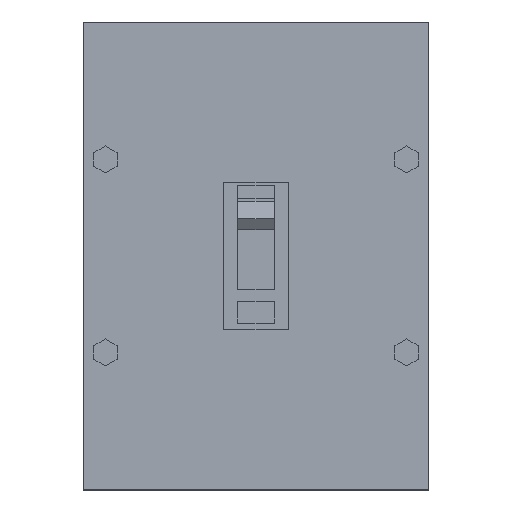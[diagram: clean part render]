
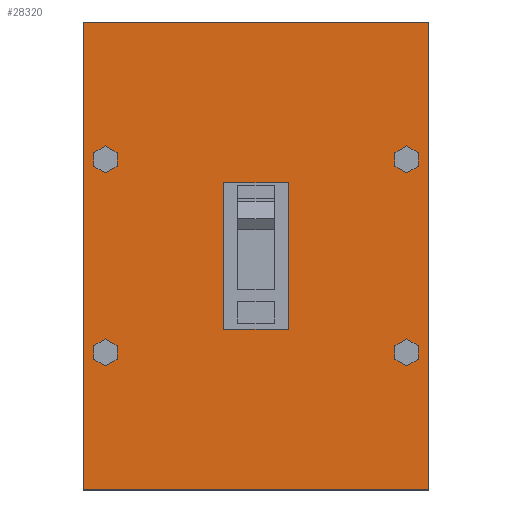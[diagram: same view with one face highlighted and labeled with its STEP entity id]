
A CAD part, top view. The second image highlights one B-rep face of the part: STEP entity #28320.
In plain terms, the highlighted planar face has unit normal (0, 0, 1).
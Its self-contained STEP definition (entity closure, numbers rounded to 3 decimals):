
#25080=CARTESIAN_POINT('',(139.,424.75,-4.2));
#25090=DIRECTION('',(0.,-1.,0.));
#25100=VECTOR('',#25090,1.);
#25110=LINE('',#25080,#25100);
#25120=CARTESIAN_POINT('',(139.,430.,-4.2));
#25130=VERTEX_POINT('',#25120);
#25140=CARTESIAN_POINT('',(139.,270.,-4.2));
#25150=VERTEX_POINT('',#25140);
#25160=EDGE_CURVE('',#25130,#25150,#25110,.T.);
#25430=CARTESIAN_POINT('',(21.,270.,-4.2));
#25440=VERTEX_POINT('',#25430);
#25520=CARTESIAN_POINT('',(21.,430.,-4.2));
#25530=VERTEX_POINT('',#25520);
#25560=CARTESIAN_POINT('',(21.,0.,-4.2));
#25570=DIRECTION('',(0.,-1.,0.));
#25580=VECTOR('',#25570,1.);
#25590=LINE('',#25560,#25580);
#25600=EDGE_CURVE('',#25530,#25440,#25590,.T.);
#25730=CARTESIAN_POINT('',(0.,270.,-4.2));
#25740=DIRECTION('',(-1.,0.,0.));
#25750=VECTOR('',#25740,1.);
#25760=LINE('',#25730,#25750);
#25770=EDGE_CURVE('',#25150,#25440,#25760,.T.);
#25820=CARTESIAN_POINT('',(139.,275.25,-4.2));
#25830=DIRECTION('',(-0.,-0.,-1.));
#25840=DIRECTION('',(0.,-1.,0.));
#25850=AXIS2_PLACEMENT_3D('',#25820,#25830,#25840);
#25860=PLANE('',#25850);
#25870=CARTESIAN_POINT('',(32.5,0.,-4.2));
#25880=DIRECTION('',(0.,1.,0.));
#25890=VECTOR('',#25880,1.);
#25900=LINE('',#25870,#25890);
#25910=CARTESIAN_POINT('',(32.5,314.691,-4.2));
#25920=VERTEX_POINT('',#25910);
#25930=CARTESIAN_POINT('',(32.5,319.309,-4.2));
#25940=VERTEX_POINT('',#25930);
#25950=EDGE_CURVE('',#25920,#25940,#25900,.T.);
#25960=ORIENTED_EDGE('',*,*,#25950,.F.);
#25970=CARTESIAN_POINT('',(0.,338.073,-4.2));
#25980=DIRECTION('',(-0.866,0.5,0.));
#25990=VECTOR('',#25980,1.);
#26000=LINE('',#25970,#25990);
#26010=CARTESIAN_POINT('',(28.5,321.619,-4.2));
#26020=VERTEX_POINT('',#26010);
#26030=EDGE_CURVE('',#25940,#26020,#26000,.T.);
#26040=ORIENTED_EDGE('',*,*,#26030,.F.);
#26050=CARTESIAN_POINT('',(0.,305.164,-4.2));
#26060=DIRECTION('',(-0.866,-0.5,0.));
#26070=VECTOR('',#26060,1.);
#26080=LINE('',#26050,#26070);
#26090=CARTESIAN_POINT('',(24.5,319.309,-4.2));
#26100=VERTEX_POINT('',#26090);
#26110=EDGE_CURVE('',#26020,#26100,#26080,.T.);
#26120=ORIENTED_EDGE('',*,*,#26110,.F.);
#26130=CARTESIAN_POINT('',(24.5,0.,-4.2));
#26140=DIRECTION('',(0.,-1.,0.));
#26150=VECTOR('',#26140,1.);
#26160=LINE('',#26130,#26150);
#26170=CARTESIAN_POINT('',(24.5,314.691,-4.2));
#26180=VERTEX_POINT('',#26170);
#26190=EDGE_CURVE('',#26100,#26180,#26160,.T.);
#26200=ORIENTED_EDGE('',*,*,#26190,.F.);
#26210=CARTESIAN_POINT('',(0.,328.836,-4.2));
#26220=DIRECTION('',(0.866,-0.5,0.));
#26230=VECTOR('',#26220,1.);
#26240=LINE('',#26210,#26230);
#26250=CARTESIAN_POINT('',(28.5,312.381,-4.2));
#26260=VERTEX_POINT('',#26250);
#26270=EDGE_CURVE('',#26180,#26260,#26240,.T.);
#26280=ORIENTED_EDGE('',*,*,#26270,.F.);
#26290=CARTESIAN_POINT('',(0.,295.927,-4.2));
#26300=DIRECTION('',(0.866,0.5,0.));
#26310=VECTOR('',#26300,1.);
#26320=LINE('',#26290,#26310);
#26330=EDGE_CURVE('',#26260,#25920,#26320,.T.);
#26340=ORIENTED_EDGE('',*,*,#26330,.F.);
#26350=EDGE_LOOP('',(#26340,#26280,#26200,#26120,#26040,#25960));
#26360=FACE_BOUND('',#26350,.T.);
#26370=CARTESIAN_POINT('',(91.,0.,-4.2));
#26380=DIRECTION('',(0.,1.,0.));
#26390=VECTOR('',#26380,1.);
#26400=LINE('',#26370,#26390);
#26410=CARTESIAN_POINT('',(91.,325.,-4.2));
#26420=VERTEX_POINT('',#26410);
#26430=CARTESIAN_POINT('',(91.,375.,-4.2));
#26440=VERTEX_POINT('',#26430);
#26450=EDGE_CURVE('',#26420,#26440,#26400,.T.);
#26460=ORIENTED_EDGE('',*,*,#26450,.F.);
#26470=CARTESIAN_POINT('',(0.,375.,-4.2));
#26480=DIRECTION('',(1.,0.,0.));
#26490=VECTOR('',#26480,1.);
#26500=LINE('',#26470,#26490);
#26510=CARTESIAN_POINT('',(69.,375.,-4.2));
#26520=VERTEX_POINT('',#26510);
#26530=EDGE_CURVE('',#26520,#26440,#26500,.T.);
#26540=ORIENTED_EDGE('',*,*,#26530,.T.);
#26550=CARTESIAN_POINT('',(69.,0.,-4.2));
#26560=DIRECTION('',(0.,-1.,0.));
#26570=VECTOR('',#26560,1.);
#26580=LINE('',#26550,#26570);
#26590=CARTESIAN_POINT('',(69.,325.,-4.2));
#26600=VERTEX_POINT('',#26590);
#26610=EDGE_CURVE('',#26520,#26600,#26580,.T.);
#26620=ORIENTED_EDGE('',*,*,#26610,.F.);
#26630=CARTESIAN_POINT('',(0.,325.,-4.2));
#26640=DIRECTION('',(-1.,0.,0.));
#26650=VECTOR('',#26640,1.);
#26660=LINE('',#26630,#26650);
#26670=EDGE_CURVE('',#26420,#26600,#26660,.T.);
#26680=ORIENTED_EDGE('',*,*,#26670,.T.);
#26690=EDGE_LOOP('',(#26680,#26620,#26540,#26460));
#26700=FACE_BOUND('',#26690,.T.);
#26710=CARTESIAN_POINT('',(0.,454.303,-4.2));
#26720=DIRECTION('',(0.866,-0.5,0.));
#26730=VECTOR('',#26720,1.);
#26740=LINE('',#26710,#26730);
#26750=CARTESIAN_POINT('',(127.5,380.691,-4.2));
#26760=VERTEX_POINT('',#26750);
#26770=CARTESIAN_POINT('',(131.5,378.381,-4.2));
#26780=VERTEX_POINT('',#26770);
#26790=EDGE_CURVE('',#26760,#26780,#26740,.T.);
#26800=ORIENTED_EDGE('',*,*,#26790,.F.);
#26810=CARTESIAN_POINT('',(0.,302.46,-4.2));
#26820=DIRECTION('',(0.866,0.5,0.));
#26830=VECTOR('',#26820,1.);
#26840=LINE('',#26810,#26830);
#26850=CARTESIAN_POINT('',(135.5,380.691,-4.2));
#26860=VERTEX_POINT('',#26850);
#26870=EDGE_CURVE('',#26780,#26860,#26840,.T.);
#26880=ORIENTED_EDGE('',*,*,#26870,.F.);
#26890=CARTESIAN_POINT('',(135.5,0.,-4.2));
#26900=DIRECTION('',(0.,1.,0.));
#26910=VECTOR('',#26900,1.);
#26920=LINE('',#26890,#26910);
#26930=CARTESIAN_POINT('',(135.5,385.309,-4.2));
#26940=VERTEX_POINT('',#26930);
#26950=EDGE_CURVE('',#26860,#26940,#26920,.T.);
#26960=ORIENTED_EDGE('',*,*,#26950,.F.);
#26970=CARTESIAN_POINT('',(0.,463.54,-4.2));
#26980=DIRECTION('',(-0.866,0.5,0.));
#26990=VECTOR('',#26980,1.);
#27000=LINE('',#26970,#26990);
#27010=CARTESIAN_POINT('',(131.5,387.619,-4.2));
#27020=VERTEX_POINT('',#27010);
#27030=EDGE_CURVE('',#26940,#27020,#27000,.T.);
#27040=ORIENTED_EDGE('',*,*,#27030,.F.);
#27050=CARTESIAN_POINT('',(0.,311.697,-4.2));
#27060=DIRECTION('',(-0.866,-0.5,0.));
#27070=VECTOR('',#27060,1.);
#27080=LINE('',#27050,#27070);
#27090=CARTESIAN_POINT('',(127.5,385.309,-4.2));
#27100=VERTEX_POINT('',#27090);
#27110=EDGE_CURVE('',#27020,#27100,#27080,.T.);
#27120=ORIENTED_EDGE('',*,*,#27110,.F.);
#27130=CARTESIAN_POINT('',(127.5,0.,-4.2));
#27140=DIRECTION('',(0.,-1.,0.));
#27150=VECTOR('',#27140,1.);
#27160=LINE('',#27130,#27150);
#27170=EDGE_CURVE('',#27100,#26760,#27160,.T.);
#27180=ORIENTED_EDGE('',*,*,#27170,.F.);
#27190=EDGE_LOOP('',(#27180,#27120,#27040,#26960,#26880,#26800));
#27200=FACE_BOUND('',#27190,.T.);
#27210=CARTESIAN_POINT('',(0.,245.697,-4.2));
#27220=DIRECTION('',(-0.866,-0.5,0.));
#27230=VECTOR('',#27220,1.);
#27240=LINE('',#27210,#27230);
#27250=CARTESIAN_POINT('',(131.5,321.619,-4.2));
#27260=VERTEX_POINT('',#27250);
#27270=CARTESIAN_POINT('',(127.5,319.309,-4.2));
#27280=VERTEX_POINT('',#27270);
#27290=EDGE_CURVE('',#27260,#27280,#27240,.T.);
#27300=ORIENTED_EDGE('',*,*,#27290,.F.);
#27310=CARTESIAN_POINT('',(127.5,0.,-4.2));
#27320=DIRECTION('',(0.,-1.,0.));
#27330=VECTOR('',#27320,1.);
#27340=LINE('',#27310,#27330);
#27350=CARTESIAN_POINT('',(127.5,314.691,-4.2));
#27360=VERTEX_POINT('',#27350);
#27370=EDGE_CURVE('',#27280,#27360,#27340,.T.);
#27380=ORIENTED_EDGE('',*,*,#27370,.F.);
#27390=CARTESIAN_POINT('',(0.,388.303,-4.2));
#27400=DIRECTION('',(0.866,-0.5,0.));
#27410=VECTOR('',#27400,1.);
#27420=LINE('',#27390,#27410);
#27430=CARTESIAN_POINT('',(131.5,312.381,-4.2));
#27440=VERTEX_POINT('',#27430);
#27450=EDGE_CURVE('',#27360,#27440,#27420,.T.);
#27460=ORIENTED_EDGE('',*,*,#27450,.F.);
#27470=CARTESIAN_POINT('',(0.,236.46,-4.2));
#27480=DIRECTION('',(0.866,0.5,0.));
#27490=VECTOR('',#27480,1.);
#27500=LINE('',#27470,#27490);
#27510=CARTESIAN_POINT('',(135.5,314.691,-4.2));
#27520=VERTEX_POINT('',#27510);
#27530=EDGE_CURVE('',#27440,#27520,#27500,.T.);
#27540=ORIENTED_EDGE('',*,*,#27530,.F.);
#27550=CARTESIAN_POINT('',(135.5,0.,-4.2));
#27560=DIRECTION('',(0.,1.,0.));
#27570=VECTOR('',#27560,1.);
#27580=LINE('',#27550,#27570);
#27590=CARTESIAN_POINT('',(135.5,319.309,-4.2));
#27600=VERTEX_POINT('',#27590);
#27610=EDGE_CURVE('',#27520,#27600,#27580,.T.);
#27620=ORIENTED_EDGE('',*,*,#27610,.F.);
#27630=CARTESIAN_POINT('',(0.,397.54,-4.2));
#27640=DIRECTION('',(-0.866,0.5,0.));
#27650=VECTOR('',#27640,1.);
#27660=LINE('',#27630,#27650);
#27670=EDGE_CURVE('',#27600,#27260,#27660,.T.);
#27680=ORIENTED_EDGE('',*,*,#27670,.F.);
#27690=EDGE_LOOP('',(#27680,#27620,#27540,#27460,#27380,#27300));
#27700=FACE_BOUND('',#27690,.T.);
#27710=CARTESIAN_POINT('',(0.,394.836,-4.2));
#27720=DIRECTION('',(0.866,-0.5,0.));
#27730=VECTOR('',#27720,1.);
#27740=LINE('',#27710,#27730);
#27750=CARTESIAN_POINT('',(24.5,380.691,-4.2));
#27760=VERTEX_POINT('',#27750);
#27770=CARTESIAN_POINT('',(28.5,378.381,-4.2));
#27780=VERTEX_POINT('',#27770);
#27790=EDGE_CURVE('',#27760,#27780,#27740,.T.);
#27800=ORIENTED_EDGE('',*,*,#27790,.F.);
#27810=CARTESIAN_POINT('',(0.,361.927,-4.2));
#27820=DIRECTION('',(0.866,0.5,0.));
#27830=VECTOR('',#27820,1.);
#27840=LINE('',#27810,#27830);
#27850=CARTESIAN_POINT('',(32.5,380.691,-4.2));
#27860=VERTEX_POINT('',#27850);
#27870=EDGE_CURVE('',#27780,#27860,#27840,.T.);
#27880=ORIENTED_EDGE('',*,*,#27870,.F.);
#27890=CARTESIAN_POINT('',(32.5,0.,-4.2));
#27900=DIRECTION('',(0.,1.,0.));
#27910=VECTOR('',#27900,1.);
#27920=LINE('',#27890,#27910);
#27930=CARTESIAN_POINT('',(32.5,385.309,-4.2));
#27940=VERTEX_POINT('',#27930);
#27950=EDGE_CURVE('',#27860,#27940,#27920,.T.);
#27960=ORIENTED_EDGE('',*,*,#27950,.F.);
#27970=CARTESIAN_POINT('',(0.,404.073,-4.2));
#27980=DIRECTION('',(-0.866,0.5,0.));
#27990=VECTOR('',#27980,1.);
#28000=LINE('',#27970,#27990);
#28010=CARTESIAN_POINT('',(28.5,387.619,-4.2));
#28020=VERTEX_POINT('',#28010);
#28030=EDGE_CURVE('',#27940,#28020,#28000,.T.);
#28040=ORIENTED_EDGE('',*,*,#28030,.F.);
#28050=CARTESIAN_POINT('',(0.,371.164,-4.2));
#28060=DIRECTION('',(-0.866,-0.5,0.));
#28070=VECTOR('',#28060,1.);
#28080=LINE('',#28050,#28070);
#28090=CARTESIAN_POINT('',(24.5,385.309,-4.2));
#28100=VERTEX_POINT('',#28090);
#28110=EDGE_CURVE('',#28020,#28100,#28080,.T.);
#28120=ORIENTED_EDGE('',*,*,#28110,.F.);
#28130=CARTESIAN_POINT('',(24.5,0.,-4.2));
#28140=DIRECTION('',(0.,-1.,0.));
#28150=VECTOR('',#28140,1.);
#28160=LINE('',#28130,#28150);
#28170=EDGE_CURVE('',#28100,#27760,#28160,.T.);
#28180=ORIENTED_EDGE('',*,*,#28170,.F.);
#28190=EDGE_LOOP('',(#28180,#28120,#28040,#27960,#27880,#27800));
#28200=FACE_BOUND('',#28190,.T.);
#28210=ORIENTED_EDGE('',*,*,#25160,.F.);
#28220=ORIENTED_EDGE('',*,*,#25770,.F.);
#28230=ORIENTED_EDGE('',*,*,#25600,.T.);
#28240=CARTESIAN_POINT('',(0.,430.,-4.2));
#28250=DIRECTION('',(-1.,0.,0.));
#28260=VECTOR('',#28250,1.);
#28270=LINE('',#28240,#28260);
#28280=EDGE_CURVE('',#25130,#25530,#28270,.T.);
#28290=ORIENTED_EDGE('',*,*,#28280,.T.);
#28300=EDGE_LOOP('',(#28290,#28230,#28220,#28210));
#28310=FACE_OUTER_BOUND('',#28300,.T.);
#28320=ADVANCED_FACE('',(#26360,#26700,#27200,#27700,#28200,#28310),
#25860,.F.);
